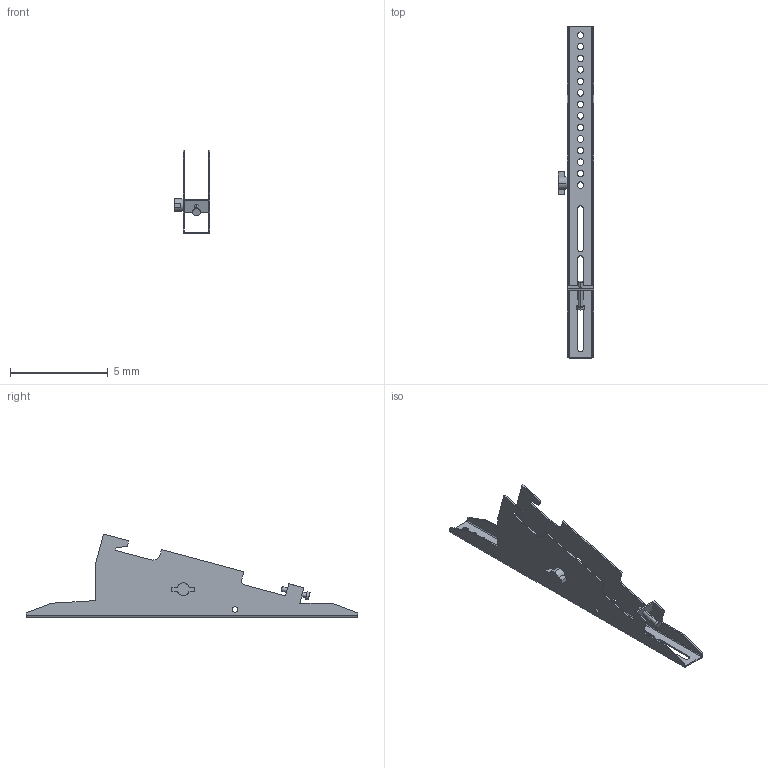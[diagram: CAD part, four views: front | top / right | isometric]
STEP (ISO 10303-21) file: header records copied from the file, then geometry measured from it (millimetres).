
FILE_DESCRIPTION(('STEP AP214'),'1');
FILE_NAME('tmp0.STEP',' ',(' '),(' '),'XStep 1.0',' ',' ');
FILE_SCHEMA(('automotive_design'));
Length unit declared in the file: millimetre
Products named in the file (1): NONE
Bounding box: 1.84 x 17 x 4.3 mm (x, y, z)
Volume: 6.4 mm3; surface area: 174.4 mm2
Topology: 1 solids, 1 shells, 126 faces, 361 edges, 240 vertices
Faces by surface type: plane 66, cylinder 60
Entity records: 5269 total; most frequent: DIRECTION 739, CARTESIAN_POINT 728, ORIENTED_EDGE 722, EDGE_CURVE 361, AXIS2_PLACEMENT_3D 251, VERTEX_POINT 240, LINE 237, VECTOR 237
